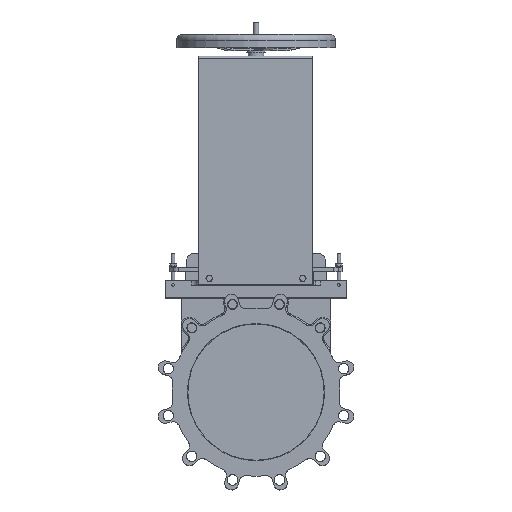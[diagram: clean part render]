
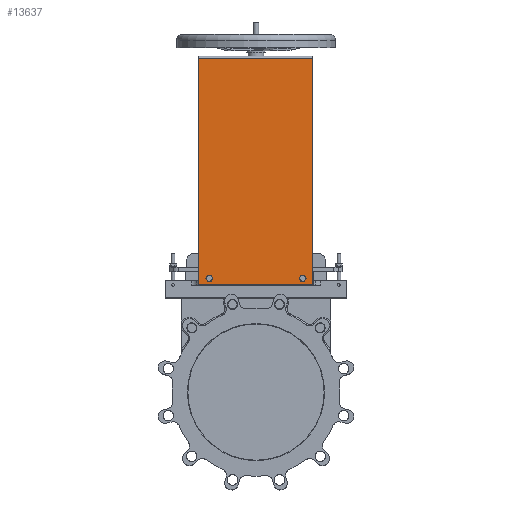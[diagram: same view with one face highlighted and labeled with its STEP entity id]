
A CAD part, top view. The second image highlights one B-rep face of the part: STEP entity #13637.
In plain terms, the highlighted planar face has unit normal (0, 0, 1).
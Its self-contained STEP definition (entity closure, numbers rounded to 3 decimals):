
#724=CIRCLE('',#14675,4.5);
#725=CIRCLE('',#14676,4.5);
#1320=FACE_BOUND('',#2353,.T.);
#1321=FACE_BOUND('',#2354,.T.);
#1544=FACE_OUTER_BOUND('',#2352,.T.);
#2352=EDGE_LOOP('',(#9206,#9207,#9208,#9209));
#2353=EDGE_LOOP('',(#9210));
#2354=EDGE_LOOP('',(#9211));
#3309=LINE('',#21159,#4320);
#3318=LINE('',#21182,#4329);
#3319=LINE('',#21185,#4330);
#3320=LINE('',#21186,#4331);
#4320=VECTOR('',#16629,10.);
#4329=VECTOR('',#16646,10.);
#4330=VECTOR('',#16649,10.);
#4331=VECTOR('',#16650,10.);
#5610=VERTEX_POINT('',#21156);
#5611=VERTEX_POINT('',#21158);
#5621=VERTEX_POINT('',#21180);
#5622=VERTEX_POINT('',#21184);
#5623=VERTEX_POINT('',#21187);
#5624=VERTEX_POINT('',#21189);
#6965=EDGE_CURVE('',#5610,#5611,#3309,.T.);
#6977=EDGE_CURVE('',#5621,#5610,#3318,.T.);
#6978=EDGE_CURVE('',#5622,#5621,#3319,.T.);
#6979=EDGE_CURVE('',#5611,#5622,#3320,.T.);
#6980=EDGE_CURVE('',#5623,#5623,#724,.T.);
#6981=EDGE_CURVE('',#5624,#5624,#725,.T.);
#9206=ORIENTED_EDGE('',*,*,#6977,.F.);
#9207=ORIENTED_EDGE('',*,*,#6978,.F.);
#9208=ORIENTED_EDGE('',*,*,#6979,.F.);
#9209=ORIENTED_EDGE('',*,*,#6965,.F.);
#9210=ORIENTED_EDGE('',*,*,#6980,.F.);
#9211=ORIENTED_EDGE('',*,*,#6981,.F.);
#12565=PLANE('',#14674);
#13637=ADVANCED_FACE('',(#1544,#1320,#1321),#12565,.F.);
#14674=AXIS2_PLACEMENT_3D('',#21183,#16647,#16648);
#14675=AXIS2_PLACEMENT_3D('',#21188,#16651,#16652);
#14676=AXIS2_PLACEMENT_3D('',#21190,#16653,#16654);
#16629=DIRECTION('',(0.,-1.,0.));
#16646=DIRECTION('',(1.,0.,0.));
#16647=DIRECTION('center_axis',(0.,0.,-1.));
#16648=DIRECTION('ref_axis',(-1.,0.,0.));
#16649=DIRECTION('',(0.,1.,0.));
#16650=DIRECTION('',(-1.,0.,0.));
#16651=DIRECTION('center_axis',(0.,0.,1.));
#16652=DIRECTION('ref_axis',(1.,0.,0.));
#16653=DIRECTION('center_axis',(0.,0.,1.));
#16654=DIRECTION('ref_axis',(1.,0.,0.));
#21156=CARTESIAN_POINT('',(124.913,734.434,41.));
#21158=CARTESIAN_POINT('',(124.913,236.434,41.));
#21159=CARTESIAN_POINT('',(124.913,736.434,41.));
#21180=CARTESIAN_POINT('',(-126.913,734.434,41.));
#21182=CARTESIAN_POINT('',(-1.,734.434,41.));
#21183=CARTESIAN_POINT('Origin',(-1.,486.434,41.));
#21184=CARTESIAN_POINT('',(-126.913,236.434,41.));
#21185=CARTESIAN_POINT('',(-126.913,736.434,41.));
#21186=CARTESIAN_POINT('',(124.913,236.434,41.));
#21187=CARTESIAN_POINT('',(-107.296,250.434,41.));
#21188=CARTESIAN_POINT('Origin',(-102.796,250.434,41.));
#21189=CARTESIAN_POINT('',(98.296,250.434,41.));
#21190=CARTESIAN_POINT('Origin',(102.796,250.434,41.));
